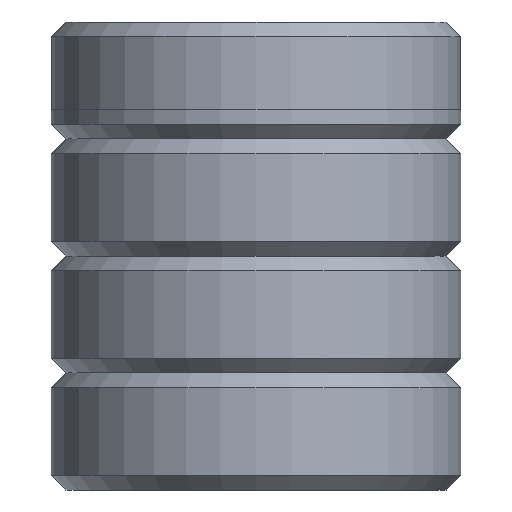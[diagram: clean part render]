
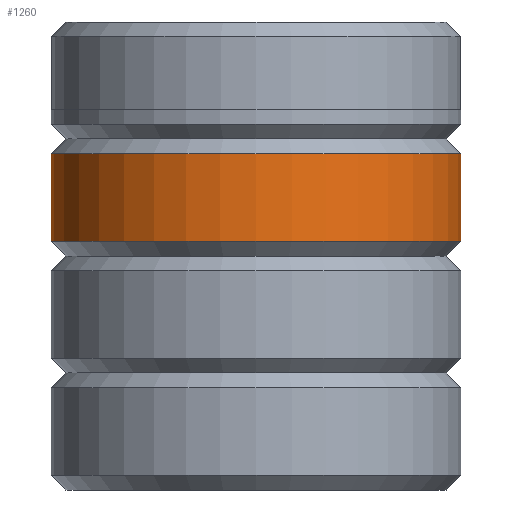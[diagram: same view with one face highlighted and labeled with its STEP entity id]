
A CAD part, front view. The second image highlights one B-rep face of the part: STEP entity #1260.
In plain terms, the highlighted cylindrical face has radius 7 mm (diameter 14 mm), a partial arc.
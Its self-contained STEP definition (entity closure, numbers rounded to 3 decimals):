
#5 = EDGE_CURVE ( 'NONE', #87, #46, #537, .T. ) ;
#34 = CARTESIAN_POINT ( 'NONE',  ( 0., 0., 11.5 ) ) ;
#46 = VERTEX_POINT ( 'NONE', #425 ) ;
#87 = VERTEX_POINT ( 'NONE', #1162 ) ;
#101 = ORIENTED_EDGE ( 'NONE', *, *, #832, .F. ) ;
#160 = VECTOR ( 'NONE', #974, 1000. ) ;
#175 = DIRECTION ( 'NONE',  ( -1., 0., 0. ) ) ;
#203 = CARTESIAN_POINT ( 'NONE',  ( -7., 0., 11.5 ) ) ;
#211 = LINE ( 'NONE', #1868, #160 ) ;
#388 = CARTESIAN_POINT ( 'NONE',  ( 7., 0., 16. ) ) ;
#389 = CARTESIAN_POINT ( 'NONE',  ( 7., 0., 11.5 ) ) ;
#425 = CARTESIAN_POINT ( 'NONE',  ( -7., 0., 8.5 ) ) ;
#440 = ORIENTED_EDGE ( 'NONE', *, *, #1697, .T. ) ;
#537 = CIRCLE ( 'NONE', #1136, 7. ) ;
#711 = CARTESIAN_POINT ( 'NONE',  ( 0., 0., 8.5 ) ) ;
#725 = DIRECTION ( 'NONE',  ( -1., 0., 0. ) ) ;
#792 = VERTEX_POINT ( 'NONE', #389 ) ;
#822 = DIRECTION ( 'NONE',  ( -1., 0., 0. ) ) ;
#832 = EDGE_CURVE ( 'NONE', #792, #87, #1564, .T. ) ;
#844 = ORIENTED_EDGE ( 'NONE', *, *, #1842, .T. ) ;
#858 = DIRECTION ( 'NONE',  ( 0., 0., -1. ) ) ;
#966 = AXIS2_PLACEMENT_3D ( 'NONE', #34, #1066, #175 ) ;
#974 = DIRECTION ( 'NONE',  ( 0., 0., -1. ) ) ;
#1066 = DIRECTION ( 'NONE',  ( 0., 0., -1. ) ) ;
#1125 = CARTESIAN_POINT ( 'NONE',  ( 0., 0., 16. ) ) ;
#1136 = AXIS2_PLACEMENT_3D ( 'NONE', #711, #858, #725 ) ;
#1162 = CARTESIAN_POINT ( 'NONE',  ( 7., 0., 8.5 ) ) ;
#1172 = VECTOR ( 'NONE', #1434, 1000. ) ;
#1197 = ORIENTED_EDGE ( 'NONE', *, *, #5, .F. ) ;
#1260 = ADVANCED_FACE ( 'NONE', ( #1835 ), #1789, .T. ) ;
#1434 = DIRECTION ( 'NONE',  ( 0., 0., -1. ) ) ;
#1542 = AXIS2_PLACEMENT_3D ( 'NONE', #1125, #1719, #822 ) ;
#1564 = LINE ( 'NONE', #388, #1172 ) ;
#1628 = VERTEX_POINT ( 'NONE', #203 ) ;
#1640 = EDGE_LOOP ( 'NONE', ( #101, #844, #440, #1197 ) ) ;
#1697 = EDGE_CURVE ( 'NONE', #1628, #46, #211, .T. ) ;
#1719 = DIRECTION ( 'NONE',  ( 0., 0., -1. ) ) ;
#1789 = CYLINDRICAL_SURFACE ( 'NONE', #1542, 7. ) ;
#1835 = FACE_OUTER_BOUND ( 'NONE', #1640, .T. ) ;
#1842 = EDGE_CURVE ( 'NONE', #792, #1628, #1907, .T. ) ;
#1868 = CARTESIAN_POINT ( 'NONE',  ( -7., 0., 16. ) ) ;
#1907 = CIRCLE ( 'NONE', #966, 7. ) ;
